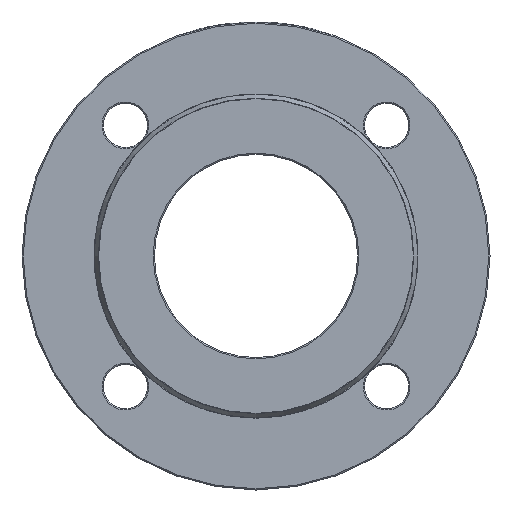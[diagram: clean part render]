
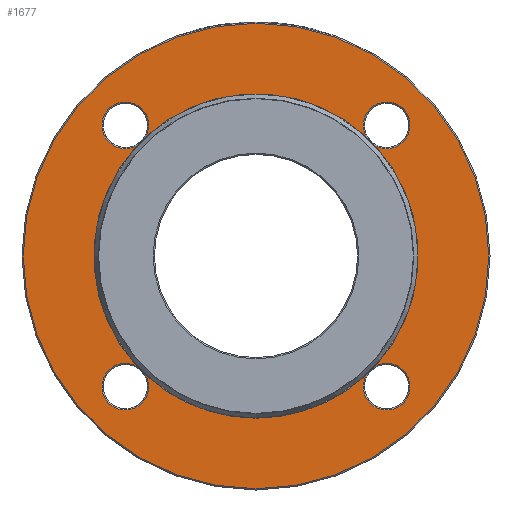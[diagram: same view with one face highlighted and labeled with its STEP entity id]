
A CAD part, left-side view. The second image highlights one B-rep face of the part: STEP entity #1677.
In plain terms, the highlighted planar face has unit normal (-1, 0, 0).
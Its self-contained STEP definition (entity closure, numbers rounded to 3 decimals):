
#96 = DIRECTION ( 'NONE',  ( 0., 1., 0. ) ) ;
#156 = EDGE_CURVE ( 'NONE', #3059, #2295, #1816, .T. ) ;
#163 = EDGE_LOOP ( 'NONE', ( #5207 ) ) ;
#169 = CARTESIAN_POINT ( 'NONE',  ( 3., 48.217, -44.844 ) ) ;
#175 = AXIS2_PLACEMENT_3D ( 'NONE', #5487, #5519, #2345 ) ;
#285 = CIRCLE ( 'NONE', #6014, 9.5 ) ;
#592 = DIRECTION ( 'NONE',  ( 0., 0., -1. ) ) ;
#630 = CARTESIAN_POINT ( 'NONE',  ( 3., -48.217, -44.844 ) ) ;
#953 = AXIS2_PLACEMENT_3D ( 'NONE', #6194, #4655, #1472 ) ;
#1046 = EDGE_CURVE ( 'NONE', #3851, #3851, #1708, .T. ) ;
#1405 = FACE_BOUND ( 'NONE', #3794, .T. ) ;
#1472 = DIRECTION ( 'NONE',  ( 0., 0., -1. ) ) ;
#1508 = VERTEX_POINT ( 'NONE', #169 ) ;
#1523 = ORIENTED_EDGE ( 'NONE', *, *, #5777, .T. ) ;
#1677 = ADVANCED_FACE ( 'NONE', ( #3426, #1405 ), #3569, .F. ) ;
#1708 = CIRCLE ( 'NONE', #6339, 94.5 ) ;
#1763 = CARTESIAN_POINT ( 'NONE',  ( 3., 0., 0. ) ) ;
#1816 = CIRCLE ( 'NONE', #6642, 9.5 ) ;
#1973 = ORIENTED_EDGE ( 'NONE', *, *, #4463, .T. ) ;
#2037 = DIRECTION ( 'NONE',  ( 1., 0., 0. ) ) ;
#2042 = DIRECTION ( 'NONE',  ( 0., 0., 1. ) ) ;
#2046 = DIRECTION ( 'NONE',  ( 1., 0., 0. ) ) ;
#2119 = DIRECTION ( 'NONE',  ( 0., 0., -1. ) ) ;
#2214 = DIRECTION ( 'NONE',  ( 1., 0., 0. ) ) ;
#2246 = DIRECTION ( 'NONE',  ( 0., 0., -1. ) ) ;
#2280 = CARTESIAN_POINT ( 'NONE',  ( 3., 0., 0. ) ) ;
#2295 = VERTEX_POINT ( 'NONE', #6412 ) ;
#2299 = CARTESIAN_POINT ( 'NONE',  ( 3., 0., -94.5 ) ) ;
#2312 = ORIENTED_EDGE ( 'NONE', *, *, #2857, .T. ) ;
#2345 = DIRECTION ( 'NONE',  ( 0., -1., 0. ) ) ;
#2477 = ORIENTED_EDGE ( 'NONE', *, *, #2771, .T. ) ;
#2660 = VERTEX_POINT ( 'NONE', #4648 ) ;
#2709 = AXIS2_PLACEMENT_3D ( 'NONE', #2280, #6413, #2246 ) ;
#2771 = EDGE_CURVE ( 'NONE', #5866, #3782, #5685, .T. ) ;
#2818 = CIRCLE ( 'NONE', #2709, 65.848 ) ;
#2824 = CARTESIAN_POINT ( 'NONE',  ( 3., 44.844, -48.217 ) ) ;
#2857 = EDGE_CURVE ( 'NONE', #1508, #2660, #5138, .T. ) ;
#2896 = EDGE_CURVE ( 'NONE', #2295, #5866, #2818, .T. ) ;
#2937 = AXIS2_PLACEMENT_3D ( 'NONE', #3065, #5176, #4621 ) ;
#3059 = VERTEX_POINT ( 'NONE', #3225 ) ;
#3065 = CARTESIAN_POINT ( 'NONE',  ( 3., 0., 0. ) ) ;
#3123 = EDGE_CURVE ( 'NONE', #2660, #5577, #285, .T. ) ;
#3225 = CARTESIAN_POINT ( 'NONE',  ( 3., -44.844, 48.217 ) ) ;
#3426 = FACE_OUTER_BOUND ( 'NONE', #163, .T. ) ;
#3481 = AXIS2_PLACEMENT_3D ( 'NONE', #5228, #2046, #2119 ) ;
#3529 = ORIENTED_EDGE ( 'NONE', *, *, #2896, .T. ) ;
#3569 = PLANE ( 'NONE',  #6647 ) ;
#3726 = DIRECTION ( 'NONE',  ( -1., 0., 0. ) ) ;
#3782 = VERTEX_POINT ( 'NONE', #5578 ) ;
#3794 = EDGE_LOOP ( 'NONE', ( #2477, #1973, #1523, #2312, #4059, #6410, #5714, #3529 ) ) ;
#3851 = VERTEX_POINT ( 'NONE', #2299 ) ;
#3923 = CIRCLE ( 'NONE', #953, 65.848 ) ;
#3954 = DIRECTION ( 'NONE',  ( 1., 0., 0. ) ) ;
#4059 = ORIENTED_EDGE ( 'NONE', *, *, #3123, .T. ) ;
#4293 = EDGE_CURVE ( 'NONE', #5577, #3059, #3923, .T. ) ;
#4463 = EDGE_CURVE ( 'NONE', #3782, #6191, #4923, .T. ) ;
#4514 = CARTESIAN_POINT ( 'NONE',  ( 3., 65.732, 0. ) ) ;
#4621 = DIRECTION ( 'NONE',  ( 0., 0., -1. ) ) ;
#4648 = CARTESIAN_POINT ( 'NONE',  ( 3., 48.217, 44.844 ) ) ;
#4655 = DIRECTION ( 'NONE',  ( 1., 0., 0. ) ) ;
#4923 = CIRCLE ( 'NONE', #2937, 65.848 ) ;
#5110 = DIRECTION ( 'NONE',  ( 1., 0., 0. ) ) ;
#5138 = CIRCLE ( 'NONE', #6553, 65.848 ) ;
#5176 = DIRECTION ( 'NONE',  ( 1., 0., 0. ) ) ;
#5207 = ORIENTED_EDGE ( 'NONE', *, *, #1046, .T. ) ;
#5228 = CARTESIAN_POINT ( 'NONE',  ( 3., 53.033, -53.033 ) ) ;
#5487 = CARTESIAN_POINT ( 'NONE',  ( 3., -53.033, -53.033 ) ) ;
#5519 = DIRECTION ( 'NONE',  ( 1., 0., 0. ) ) ;
#5577 = VERTEX_POINT ( 'NONE', #5805 ) ;
#5578 = CARTESIAN_POINT ( 'NONE',  ( 3., -44.844, -48.217 ) ) ;
#5685 = CIRCLE ( 'NONE', #175, 9.5 ) ;
#5714 = ORIENTED_EDGE ( 'NONE', *, *, #156, .T. ) ;
#5777 = EDGE_CURVE ( 'NONE', #6191, #1508, #6032, .T. ) ;
#5805 = CARTESIAN_POINT ( 'NONE',  ( 3., 44.844, 48.217 ) ) ;
#5866 = VERTEX_POINT ( 'NONE', #630 ) ;
#6014 = AXIS2_PLACEMENT_3D ( 'NONE', #6748, #2037, #96 ) ;
#6032 = CIRCLE ( 'NONE', #3481, 9.5 ) ;
#6163 = DIRECTION ( 'NONE',  ( 0., 0., -1. ) ) ;
#6191 = VERTEX_POINT ( 'NONE', #2824 ) ;
#6194 = CARTESIAN_POINT ( 'NONE',  ( 3., 0., 0. ) ) ;
#6339 = AXIS2_PLACEMENT_3D ( 'NONE', #6348, #3726, #592 ) ;
#6348 = CARTESIAN_POINT ( 'NONE',  ( 3., 0., 0. ) ) ;
#6410 = ORIENTED_EDGE ( 'NONE', *, *, #4293, .T. ) ;
#6412 = CARTESIAN_POINT ( 'NONE',  ( 3., -48.217, 44.844 ) ) ;
#6413 = DIRECTION ( 'NONE',  ( 1., 0., 0. ) ) ;
#6446 = DIRECTION ( 'NONE',  ( 0., 0., -1. ) ) ;
#6553 = AXIS2_PLACEMENT_3D ( 'NONE', #1763, #2214, #6446 ) ;
#6642 = AXIS2_PLACEMENT_3D ( 'NONE', #6680, #5110, #2042 ) ;
#6647 = AXIS2_PLACEMENT_3D ( 'NONE', #4514, #3954, #6163 ) ;
#6680 = CARTESIAN_POINT ( 'NONE',  ( 3., -53.033, 53.033 ) ) ;
#6748 = CARTESIAN_POINT ( 'NONE',  ( 3., 53.033, 53.033 ) ) ;
